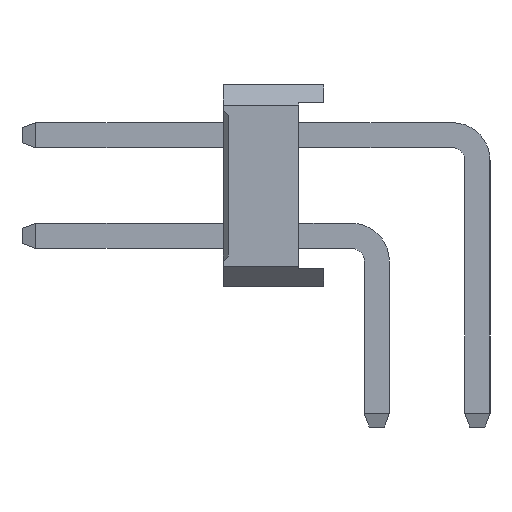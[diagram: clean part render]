
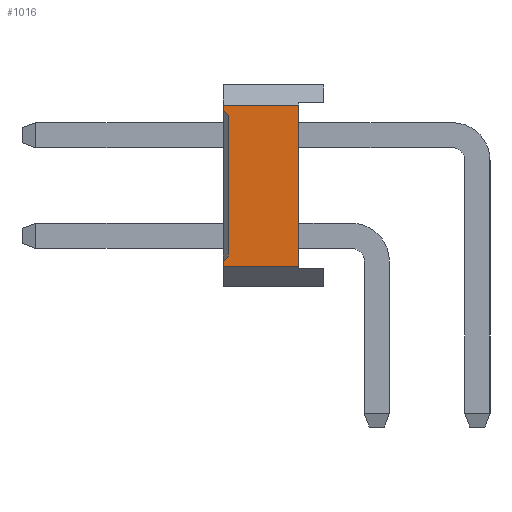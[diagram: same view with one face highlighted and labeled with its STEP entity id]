
A CAD part, left-side view. The second image highlights one B-rep face of the part: STEP entity #1016.
In plain terms, the highlighted planar face has unit normal (-1, 0, 0).
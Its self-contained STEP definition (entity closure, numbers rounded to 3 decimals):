
#1016=ADVANCED_FACE('',(#19334),#19336,.T.);
#19334=FACE_BOUND('',#19335,.T.);
#19335=EDGE_LOOP('',(#34181,#34182,#34183,#34184,#34185,#34186,#34187,#34188));
#19336=PLANE('',#19337);
#19337=AXIS2_PLACEMENT_3D('',#19338,#19339,#19340);
#19338=CARTESIAN_POINT('',(-1.,1.05,0.4));
#19339=DIRECTION('',(-1.,0.,0.));
#19340=DIRECTION('',(0.,0.,1.));
#34181=ORIENTED_EDGE('',*,*,#44009,.F.);
#34182=ORIENTED_EDGE('',*,*,#44010,.T.);
#34183=ORIENTED_EDGE('',*,*,#44011,.F.);
#34184=ORIENTED_EDGE('',*,*,#43125,.F.);
#34185=ORIENTED_EDGE('',*,*,#44007,.F.);
#34186=ORIENTED_EDGE('',*,*,#44012,.T.);
#34187=ORIENTED_EDGE('',*,*,#44013,.T.);
#34188=ORIENTED_EDGE('',*,*,#43129,.F.);
#43125=EDGE_CURVE('',#48252,#48254,#48255,.T.);
#43129=EDGE_CURVE('',#48260,#48262,#48263,.T.);
#44007=EDGE_CURVE('',#49910,#48252,#49912,.T.);
#44009=EDGE_CURVE('',#49914,#48260,#49915,.F.);
#44010=EDGE_CURVE('',#49914,#49916,#49917,.T.);
#44011=EDGE_CURVE('',#48254,#49916,#49918,.F.);
#44012=EDGE_CURVE('',#49910,#49919,#49920,.T.);
#44013=EDGE_CURVE('',#49919,#48262,#49921,.T.);
#48252=VERTEX_POINT('',#56646);
#48254=VERTEX_POINT('',#56650);
#48255=LINE('',#56651,#56652);
#48260=VERTEX_POINT('',#56662);
#48262=VERTEX_POINT('',#56666);
#48263=LINE('',#56667,#56668);
#49910=VERTEX_POINT('',#60068);
#49912=LINE('',#60072,#60073);
#49914=VERTEX_POINT('',#60078);
#49915=LINE('',#60079,#60080);
#49916=VERTEX_POINT('',#60082);
#49917=LINE('',#60083,#60084);
#49918=LINE('',#60086,#60087);
#49919=VERTEX_POINT('',#60089);
#49920=LINE('',#60090,#60091);
#49921=LINE('',#60093,#60094);
#56646=CARTESIAN_POINT('',(-1.,3.05,0.4));
#56650=CARTESIAN_POINT('',(-1.,3.05,0.5));
#56651=CARTESIAN_POINT('',(-1.,3.05,0.4));
#56652=VECTOR('',#56653,1.);
#56653=DIRECTION('',(0.,0.,1.));
#56662=CARTESIAN_POINT('',(-1.,3.05,3.5));
#56666=CARTESIAN_POINT('',(-1.,3.05,3.6));
#56667=CARTESIAN_POINT('',(-1.,3.05,3.5));
#56668=VECTOR('',#56669,1.);
#56669=DIRECTION('',(0.,0.,1.));
#60068=CARTESIAN_POINT('',(-1.,1.55,0.4));
#60072=CARTESIAN_POINT('',(-1.,1.55,0.4));
#60073=VECTOR('',#60074,1.);
#60074=DIRECTION('',(0.,1.,0.));
#60078=CARTESIAN_POINT('',(-1.,2.95,3.4));
#60079=CARTESIAN_POINT('',(-1.,3.05,3.5));
#60080=VECTOR('',#60081,1.);
#60081=DIRECTION('',(0.,-0.707,-0.707));
#60082=CARTESIAN_POINT('',(-1.,2.95,0.6));
#60083=CARTESIAN_POINT('',(-1.,2.95,3.4));
#60084=VECTOR('',#60085,1.);
#60085=DIRECTION('',(0.,0.,-1.));
#60086=CARTESIAN_POINT('',(-1.,2.95,0.6));
#60087=VECTOR('',#60088,1.);
#60088=DIRECTION('',(0.,0.707,-0.707));
#60089=CARTESIAN_POINT('',(-1.,1.55,3.6));
#60090=CARTESIAN_POINT('',(-1.,1.55,0.4));
#60091=VECTOR('',#60092,1.);
#60092=DIRECTION('',(0.,0.,1.));
#60093=CARTESIAN_POINT('',(-1.,1.55,3.6));
#60094=VECTOR('',#60095,1.);
#60095=DIRECTION('',(0.,1.,0.));
